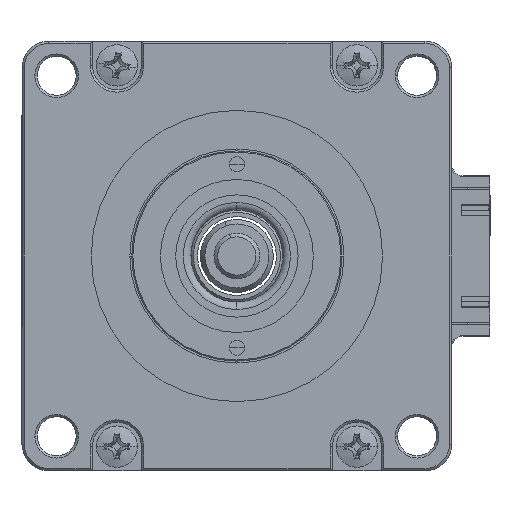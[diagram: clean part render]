
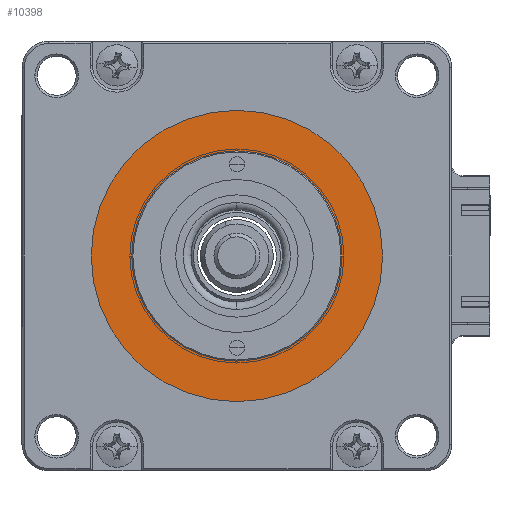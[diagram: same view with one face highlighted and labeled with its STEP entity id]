
A CAD part, left-side view. The second image highlights one B-rep face of the part: STEP entity #10398.
In plain terms, the highlighted planar face has unit normal (-1, 0, 0).
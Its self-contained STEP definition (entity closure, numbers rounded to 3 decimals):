
#147 = CIRCLE ( 'NONE', #8705, 19.05 ) ;
#223 = DIRECTION ( 'NONE',  ( 0., -1., 0. ) ) ;
#544 = CARTESIAN_POINT ( 'NONE',  ( -49.623, -14.578, 48.3 ) ) ;
#953 = EDGE_CURVE ( 'NONE', #1748, #5807, #13223, .T. ) ;
#983 = EDGE_LOOP ( 'NONE', ( #2783, #7867 ) ) ;
#1748 = VERTEX_POINT ( 'NONE', #544 ) ;
#2574 = EDGE_CURVE ( 'NONE', #9513, #12495, #2906, .T. ) ;
#2627 = DIRECTION ( 'NONE',  ( 0., -1., 0. ) ) ;
#2783 = ORIENTED_EDGE ( 'NONE', *, *, #953, .T. ) ;
#2835 = CARTESIAN_POINT ( 'NONE',  ( -49.623, 23.522, 48.3 ) ) ;
#2906 = CIRCLE ( 'NONE', #8685, 13.75 ) ;
#3108 = ORIENTED_EDGE ( 'NONE', *, *, #2574, .F. ) ;
#4582 = CARTESIAN_POINT ( 'NONE',  ( -49.623, 4.472, 48.3 ) ) ;
#5034 = FACE_OUTER_BOUND ( 'NONE', #983, .T. ) ;
#5418 = AXIS2_PLACEMENT_3D ( 'NONE', #9792, #8802, #2627 ) ;
#5426 = AXIS2_PLACEMENT_3D ( 'NONE', #5455, #6508, #6458 ) ;
#5455 = CARTESIAN_POINT ( 'NONE',  ( -49.623, 4.472, 48.3 ) ) ;
#5500 = DIRECTION ( 'NONE',  ( -1., 0., 0. ) ) ;
#5595 = DIRECTION ( 'NONE',  ( 0., -1., 0. ) ) ;
#5807 = VERTEX_POINT ( 'NONE', #2835 ) ;
#6051 = EDGE_CURVE ( 'NONE', #5807, #1748, #147, .T. ) ;
#6191 = AXIS2_PLACEMENT_3D ( 'NONE', #4582, #11787, #5595 ) ;
#6367 = DIRECTION ( 'NONE',  ( -1., 0., 0. ) ) ;
#6458 = DIRECTION ( 'NONE',  ( 0., -1., 0. ) ) ;
#6508 = DIRECTION ( 'NONE',  ( -1., 0., 0. ) ) ;
#7356 = CARTESIAN_POINT ( 'NONE',  ( -49.623, 18.222, 48.3 ) ) ;
#7867 = ORIENTED_EDGE ( 'NONE', *, *, #6051, .T. ) ;
#7933 = CIRCLE ( 'NONE', #6191, 13.75 ) ;
#8368 = EDGE_LOOP ( 'NONE', ( #3108, #10534 ) ) ;
#8685 = AXIS2_PLACEMENT_3D ( 'NONE', #12538, #6367, #223 ) ;
#8705 = AXIS2_PLACEMENT_3D ( 'NONE', #11714, #5500, #12701 ) ;
#8802 = DIRECTION ( 'NONE',  ( -1., 0., 0. ) ) ;
#9513 = VERTEX_POINT ( 'NONE', #7356 ) ;
#9663 = EDGE_CURVE ( 'NONE', #12495, #9513, #7933, .T. ) ;
#9792 = CARTESIAN_POINT ( 'NONE',  ( -49.623, 29.072, 72.9 ) ) ;
#10398 = ADVANCED_FACE ( 'NONE', ( #11189, #5034 ), #10842, .T. ) ;
#10534 = ORIENTED_EDGE ( 'NONE', *, *, #9663, .F. ) ;
#10696 = CARTESIAN_POINT ( 'NONE',  ( -49.623, -9.278, 48.3 ) ) ;
#10842 = PLANE ( 'NONE',  #5418 ) ;
#11189 = FACE_BOUND ( 'NONE', #8368, .T. ) ;
#11714 = CARTESIAN_POINT ( 'NONE',  ( -49.623, 4.472, 48.3 ) ) ;
#11787 = DIRECTION ( 'NONE',  ( -1., 0., 0. ) ) ;
#12495 = VERTEX_POINT ( 'NONE', #10696 ) ;
#12538 = CARTESIAN_POINT ( 'NONE',  ( -49.623, 4.472, 48.3 ) ) ;
#12701 = DIRECTION ( 'NONE',  ( 0., -1., 0. ) ) ;
#13223 = CIRCLE ( 'NONE', #5426, 19.05 ) ;
